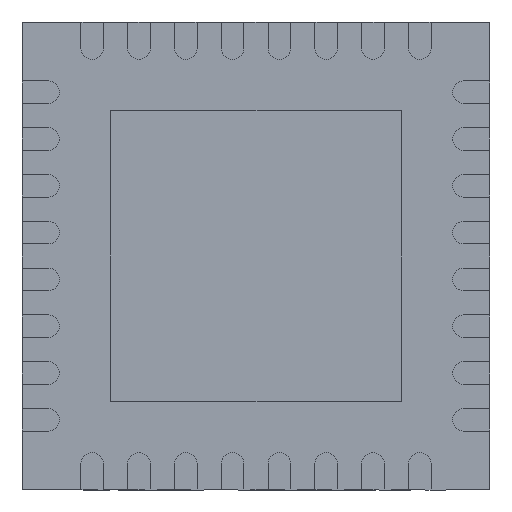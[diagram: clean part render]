
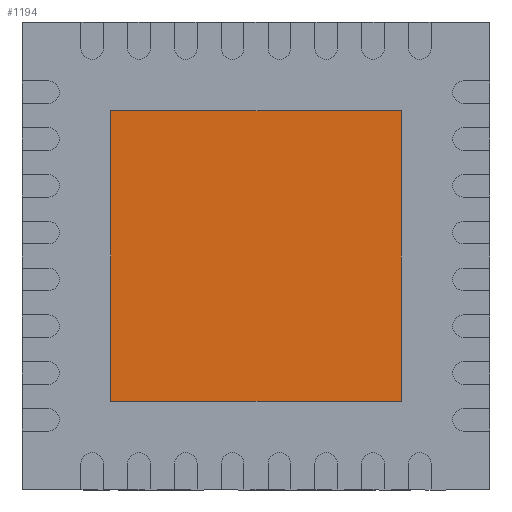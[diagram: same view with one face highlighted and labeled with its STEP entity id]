
A CAD part, front view. The second image highlights one B-rep face of the part: STEP entity #1194.
In plain terms, the highlighted planar face has unit normal (0, -1, 0).
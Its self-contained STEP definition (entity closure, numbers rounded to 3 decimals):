
#1194 = ADVANCED_FACE ( 'NONE', ( #4523 ), #9349, .T. ) ;
#1570 = CARTESIAN_POINT ( 'NONE',  ( -1.55, 0., -1.55 ) ) ;
#1756 = EDGE_LOOP ( 'NONE', ( #3427, #2986, #9517, #6006 ) ) ;
#2000 = DIRECTION ( 'NONE',  ( 0., 0., -1. ) ) ;
#2309 = LINE ( 'NONE', #3675, #10008 ) ;
#2458 = EDGE_CURVE ( 'NONE', #10464, #6803, #9036, .T. ) ;
#2986 = ORIENTED_EDGE ( 'NONE', *, *, #3954, .T. ) ;
#3000 = VECTOR ( 'NONE', #3250, 1000. ) ;
#3091 = LINE ( 'NONE', #1570, #6555 ) ;
#3174 = DIRECTION ( 'NONE',  ( 0., 0., -1. ) ) ;
#3250 = DIRECTION ( 'NONE',  ( -1., 0., 0. ) ) ;
#3328 = VECTOR ( 'NONE', #7339, 1000. ) ;
#3427 = ORIENTED_EDGE ( 'NONE', *, *, #3542, .T. ) ;
#3542 = EDGE_CURVE ( 'NONE', #6803, #7532, #3091, .T. ) ;
#3675 = CARTESIAN_POINT ( 'NONE',  ( 1.55, 0., -1.55 ) ) ;
#3954 = EDGE_CURVE ( 'NONE', #7532, #6088, #7697, .T. ) ;
#4523 = FACE_OUTER_BOUND ( 'NONE', #1756, .T. ) ;
#5553 = CARTESIAN_POINT ( 'NONE',  ( -1.55, 0., -1.55 ) ) ;
#6006 = ORIENTED_EDGE ( 'NONE', *, *, #2458, .T. ) ;
#6065 = DIRECTION ( 'NONE',  ( 0., -1., 0. ) ) ;
#6088 = VERTEX_POINT ( 'NONE', #7276 ) ;
#6555 = VECTOR ( 'NONE', #3174, 1000. ) ;
#6605 = AXIS2_PLACEMENT_3D ( 'NONE', #7658, #6065, #2000 ) ;
#6717 = CARTESIAN_POINT ( 'NONE',  ( 1.55, 0., 1.55 ) ) ;
#6803 = VERTEX_POINT ( 'NONE', #9728 ) ;
#7259 = DIRECTION ( 'NONE',  ( 0., 0., 1. ) ) ;
#7276 = CARTESIAN_POINT ( 'NONE',  ( 1.55, 0., -1.55 ) ) ;
#7339 = DIRECTION ( 'NONE',  ( 1., 0., 0. ) ) ;
#7532 = VERTEX_POINT ( 'NONE', #5553 ) ;
#7658 = CARTESIAN_POINT ( 'NONE',  ( 0., 0., 0. ) ) ;
#7697 = LINE ( 'NONE', #8197, #3328 ) ;
#8197 = CARTESIAN_POINT ( 'NONE',  ( 1.55, 0., -1.55 ) ) ;
#8785 = EDGE_CURVE ( 'NONE', #6088, #10464, #2309, .T. ) ;
#9036 = LINE ( 'NONE', #9739, #3000 ) ;
#9349 = PLANE ( 'NONE',  #6605 ) ;
#9517 = ORIENTED_EDGE ( 'NONE', *, *, #8785, .T. ) ;
#9728 = CARTESIAN_POINT ( 'NONE',  ( -1.55, 0., 1.55 ) ) ;
#9739 = CARTESIAN_POINT ( 'NONE',  ( 1.55, 0., 1.55 ) ) ;
#10008 = VECTOR ( 'NONE', #7259, 1000. ) ;
#10464 = VERTEX_POINT ( 'NONE', #6717 ) ;
